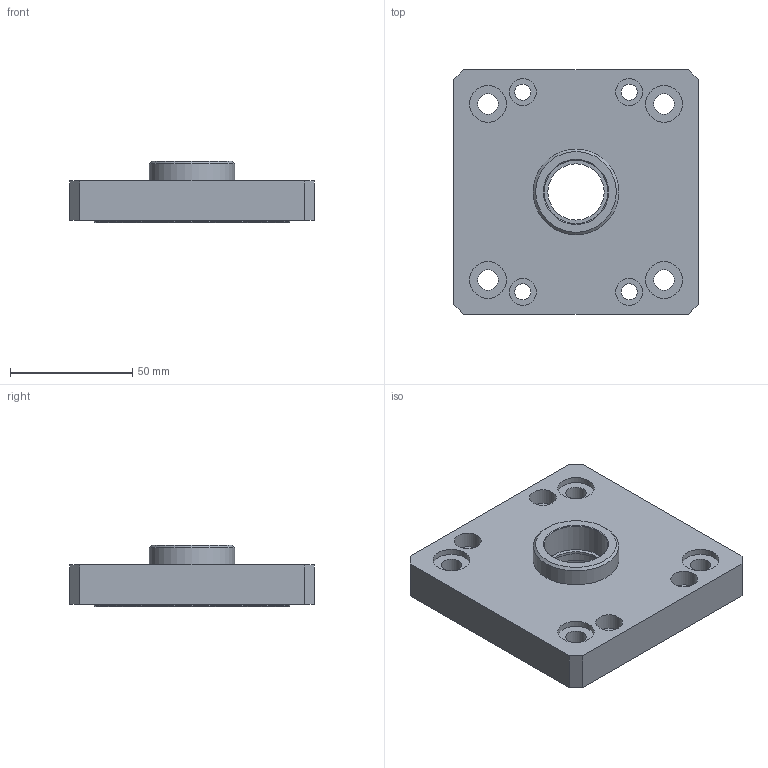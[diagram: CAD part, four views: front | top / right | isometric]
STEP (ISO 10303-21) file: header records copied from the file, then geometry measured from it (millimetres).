
FILE_DESCRIPTION(/* description */ (''),/* implementation_level */ '2;1');
FILE_NAME(/* name */ 'F1636AM.stp',/* time_stamp */ '2024-05-15T12:10:41+02:00',/* author */ ('Z420'),/* organization */ (''),/* preprocessor_version */ 'ST-DEVELOPER v18.1',/* originating_system */ 'Autodesk Inventor 2022',/* authorisation */ '');
FILE_SCHEMA (('AUTOMOTIVE_DESIGN { 1 0 10303 214 3 1 1 }'));
Length unit declared in the file: millimetre
Products named in the file (1): F1636AM
Bounding box: 100 x 100 x 25 mm (x, y, z)
Volume: 141002.3 mm3; surface area: 34392.3 mm2
Topology: 1 solids, 1 shells, 61 faces, 130 edges, 86 vertices
Faces by surface type: cylinder 27, plane 26, cone 8
Full cylindrical faces by diameter (mm): 4 x1, 6.6 x4, 8.376 x4, 8.566 x1, 11 x4, 15 x4, 23 x1, 25 x1, 26 x2, 34 x1, 35 x1, 49 x1, 80 x1, 84 x1
Entity records: 1796 total; most frequent: CARTESIAN_POINT 326, DIRECTION 317, ORIENTED_EDGE 258, EDGE_CURVE 129, AXIS2_PLACEMENT_3D 129, EDGE_LOOP 97, VERTEX_POINT 86, CIRCLE 67
